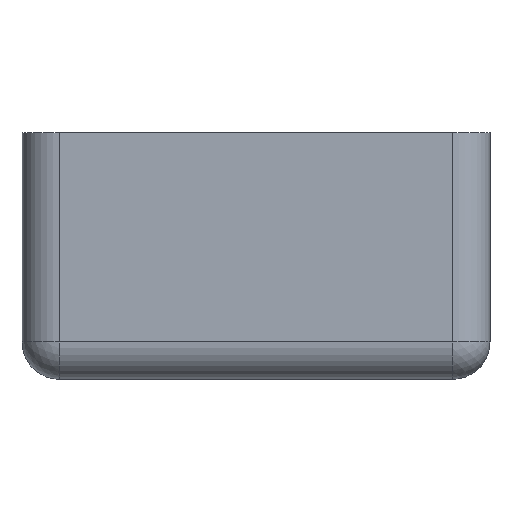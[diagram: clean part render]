
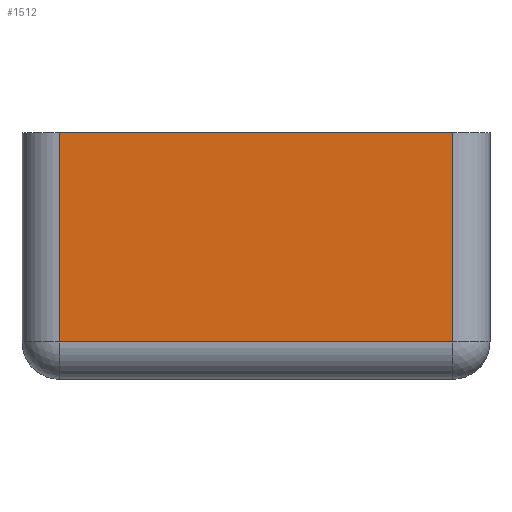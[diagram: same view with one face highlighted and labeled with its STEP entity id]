
A CAD part, left-side view. The second image highlights one B-rep face of the part: STEP entity #1512.
In plain terms, the highlighted planar face has unit normal (-1, 0, 0).
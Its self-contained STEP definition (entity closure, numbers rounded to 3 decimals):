
#1383 = VERTEX_POINT('',#1384);
#1384 = CARTESIAN_POINT('',(-2.5,26.3,14.));
#1391 = EDGE_CURVE('',#1392,#1383,#1394,.T.);
#1392 = VERTEX_POINT('',#1393);
#1393 = CARTESIAN_POINT('',(-2.5,0.,14.));
#1394 = LINE('',#1395,#1396);
#1395 = CARTESIAN_POINT('',(-2.5,0.,14.));
#1396 = VECTOR('',#1397,1.);
#1397 = DIRECTION('',(0.,1.,0.));
#1493 = EDGE_CURVE('',#1494,#1383,#1496,.T.);
#1494 = VERTEX_POINT('',#1495);
#1495 = CARTESIAN_POINT('',(-2.5,26.3,0.));
#1496 = LINE('',#1497,#1498);
#1497 = CARTESIAN_POINT('',(-2.5,26.3,0.));
#1498 = VECTOR('',#1499,1.);
#1499 = DIRECTION('',(0.,0.,1.));
#1512 = ADVANCED_FACE('',(#1513),#1531,.F.);
#1513 = FACE_BOUND('',#1514,.F.);
#1514 = EDGE_LOOP('',(#1515,#1523,#1529,#1530));
#1515 = ORIENTED_EDGE('',*,*,#1516,.F.);
#1516 = EDGE_CURVE('',#1517,#1392,#1519,.T.);
#1517 = VERTEX_POINT('',#1518);
#1518 = CARTESIAN_POINT('',(-2.5,0.,0.));
#1519 = LINE('',#1520,#1521);
#1520 = CARTESIAN_POINT('',(-2.5,0.,0.));
#1521 = VECTOR('',#1522,1.);
#1522 = DIRECTION('',(0.,0.,1.));
#1523 = ORIENTED_EDGE('',*,*,#1524,.T.);
#1524 = EDGE_CURVE('',#1517,#1494,#1525,.T.);
#1525 = LINE('',#1526,#1527);
#1526 = CARTESIAN_POINT('',(-2.5,0.,0.));
#1527 = VECTOR('',#1528,1.);
#1528 = DIRECTION('',(0.,1.,0.));
#1529 = ORIENTED_EDGE('',*,*,#1493,.T.);
#1530 = ORIENTED_EDGE('',*,*,#1391,.F.);
#1531 = PLANE('',#1532);
#1532 = AXIS2_PLACEMENT_3D('',#1533,#1534,#1535);
#1533 = CARTESIAN_POINT('',(-2.5,0.,0.));
#1534 = DIRECTION('',(1.,0.,0.));
#1535 = DIRECTION('',(0.,0.,1.));
